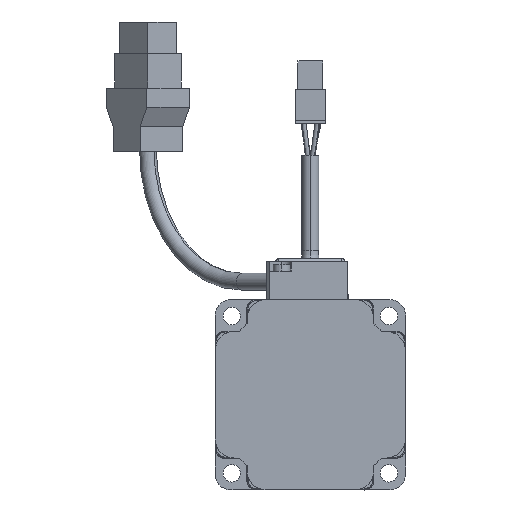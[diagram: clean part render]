
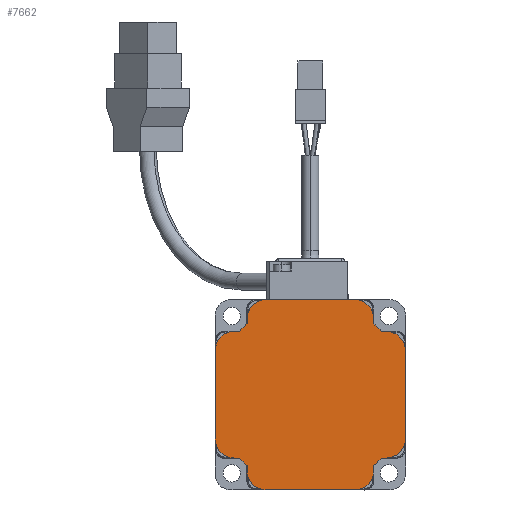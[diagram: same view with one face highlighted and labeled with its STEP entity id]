
A CAD part, front view. The second image highlights one B-rep face of the part: STEP entity #7662.
In plain terms, the highlighted planar face has unit normal (0, -1, 0).
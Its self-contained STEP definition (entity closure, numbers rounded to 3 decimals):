
#516=DIRECTION('',(0.,0.,-1.));
#517=VECTOR('',#516,1.597);
#518=CARTESIAN_POINT('',(-19.935,-83.35,-22.338));
#519=LINE('',#518,#517);
#524=DIRECTION('',(1.,0.,0.));
#525=VECTOR('',#524,1.597);
#526=CARTESIAN_POINT('',(-23.935,-83.35,-19.935));
#527=LINE('',#526,#525);
#1179=DIRECTION('',(1.,0.,0.));
#1180=VECTOR('',#1179,27.87);
#1181=CARTESIAN_POINT('',(-13.935,-83.35,-29.935));
#1182=LINE('',#1181,#1180);
#1191=CARTESIAN_POINT('',(-13.935,-83.35,23.935));
#1192=DIRECTION('',(0.,1.,0.));
#1193=DIRECTION('',(-1.,0.,0.));
#1194=AXIS2_PLACEMENT_3D('',#1191,#1192,#1193);
#1196=CARTESIAN_POINT('',(13.935,-83.35,23.935));
#1197=DIRECTION('',(0.,1.,0.));
#1198=DIRECTION('',(0.,0.,1.));
#1199=AXIS2_PLACEMENT_3D('',#1196,#1197,#1198);
#1201=DIRECTION('',(0.,0.,-1.));
#1202=VECTOR('',#1201,1.597);
#1203=CARTESIAN_POINT('',(19.935,-83.35,23.935));
#1204=LINE('',#1203,#1202);
#1205=CARTESIAN_POINT('',(0.,-83.35,0.));
#1206=DIRECTION('',(0.,1.,0.));
#1207=DIRECTION('',(0.666,0.,0.746));
#1208=AXIS2_PLACEMENT_3D('',#1205,#1206,#1207);
#1210=DIRECTION('',(1.,0.,0.));
#1211=VECTOR('',#1210,1.597);
#1212=CARTESIAN_POINT('',(22.338,-83.35,19.935));
#1213=LINE('',#1212,#1211);
#1214=CARTESIAN_POINT('',(23.935,-83.35,13.935));
#1215=DIRECTION('',(0.,1.,0.));
#1216=DIRECTION('',(0.,0.,1.));
#1217=AXIS2_PLACEMENT_3D('',#1214,#1215,#1216);
#1219=DIRECTION('',(0.,0.,-1.));
#1220=VECTOR('',#1219,27.87);
#1221=CARTESIAN_POINT('',(29.935,-83.35,13.935));
#1222=LINE('',#1221,#1220);
#1223=CARTESIAN_POINT('',(23.935,-83.35,-13.935));
#1224=DIRECTION('',(0.,1.,0.));
#1225=DIRECTION('',(1.,0.,0.));
#1226=AXIS2_PLACEMENT_3D('',#1223,#1224,#1225);
#1228=CARTESIAN_POINT('',(0.,-83.35,0.));
#1229=DIRECTION('',(0.,1.,0.));
#1230=DIRECTION('',(0.746,0.,-0.666));
#1231=AXIS2_PLACEMENT_3D('',#1228,#1229,#1230);
#1233=CARTESIAN_POINT('',(13.935,-83.35,-23.935));
#1234=DIRECTION('',(0.,1.,0.));
#1235=DIRECTION('',(1.,0.,0.));
#1236=AXIS2_PLACEMENT_3D('',#1233,#1234,#1235);
#1238=CARTESIAN_POINT('',(-13.935,-83.35,-23.935));
#1239=DIRECTION('',(0.,1.,0.));
#1240=DIRECTION('',(0.,0.,-1.));
#1241=AXIS2_PLACEMENT_3D('',#1238,#1239,#1240);
#1243=CARTESIAN_POINT('',(0.,-83.35,0.));
#1244=DIRECTION('',(0.,1.,0.));
#1245=DIRECTION('',(-0.666,0.,-0.746));
#1246=AXIS2_PLACEMENT_3D('',#1243,#1244,#1245);
#1248=CARTESIAN_POINT('',(-23.935,-83.35,-13.935));
#1249=DIRECTION('',(0.,1.,0.));
#1250=DIRECTION('',(0.,0.,-1.));
#1251=AXIS2_PLACEMENT_3D('',#1248,#1249,#1250);
#1253=CARTESIAN_POINT('',(-23.935,-83.35,13.935));
#1254=DIRECTION('',(0.,1.,0.));
#1255=DIRECTION('',(-1.,0.,0.));
#1256=AXIS2_PLACEMENT_3D('',#1253,#1254,#1255);
#1258=CARTESIAN_POINT('',(0.,-83.35,0.));
#1259=DIRECTION('',(0.,1.,0.));
#1260=DIRECTION('',(-0.746,0.,0.666));
#1261=AXIS2_PLACEMENT_3D('',#1258,#1259,#1260);
#1694=DIRECTION('',(0.,0.,1.));
#1695=VECTOR('',#1694,1.597);
#1696=CARTESIAN_POINT('',(19.935,-83.35,-23.935));
#1697=LINE('',#1696,#1695);
#1718=DIRECTION('',(1.,0.,0.));
#1719=VECTOR('',#1718,1.597);
#1720=CARTESIAN_POINT('',(22.338,-83.35,-19.935));
#1721=LINE('',#1720,#1719);
#1778=DIRECTION('',(-1.,0.,0.));
#1779=VECTOR('',#1778,27.87);
#1780=CARTESIAN_POINT('',(13.935,-83.35,29.935));
#1781=LINE('',#1780,#1779);
#2722=DIRECTION('',(0.,0.,-1.));
#2723=VECTOR('',#2722,1.597);
#2724=CARTESIAN_POINT('',(-19.935,-83.35,23.935));
#2725=LINE('',#2724,#2723);
#2746=DIRECTION('',(-1.,0.,0.));
#2747=VECTOR('',#2746,1.597);
#2748=CARTESIAN_POINT('',(-22.338,-83.35,19.935));
#2749=LINE('',#2748,#2747);
#2754=DIRECTION('',(0.,0.,-1.));
#2755=VECTOR('',#2754,27.87);
#2756=CARTESIAN_POINT('',(-29.935,-83.35,13.935));
#2757=LINE('',#2756,#2755);
#5415=CARTESIAN_POINT('',(19.935,-83.35,23.935));
#5416=VERTEX_POINT('',#5415);
#5417=CARTESIAN_POINT('',(19.935,-83.35,22.338));
#5418=VERTEX_POINT('',#5417);
#5419=CARTESIAN_POINT('',(22.338,-83.35,19.935));
#5420=VERTEX_POINT('',#5419);
#5421=CARTESIAN_POINT('',(23.935,-83.35,19.935));
#5422=VERTEX_POINT('',#5421);
#5423=CARTESIAN_POINT('',(29.935,-83.35,-13.935));
#5424=VERTEX_POINT('',#5423);
#5425=CARTESIAN_POINT('',(29.935,-83.35,13.935));
#5426=VERTEX_POINT('',#5425);
#5427=CARTESIAN_POINT('',(-19.935,-83.35,23.935));
#5428=CARTESIAN_POINT('',(-13.935,-83.35,29.935));
#5429=VERTEX_POINT('',#5427);
#5430=VERTEX_POINT('',#5428);
#5431=CARTESIAN_POINT('',(13.935,-83.35,29.935));
#5432=VERTEX_POINT('',#5431);
#5433=CARTESIAN_POINT('',(23.935,-83.35,-19.935));
#5434=VERTEX_POINT('',#5433);
#5435=CARTESIAN_POINT('',(22.338,-83.35,-19.935));
#5436=VERTEX_POINT('',#5435);
#5437=CARTESIAN_POINT('',(19.935,-83.35,-22.338));
#5438=VERTEX_POINT('',#5437);
#5439=CARTESIAN_POINT('',(19.935,-83.35,-23.935));
#5440=VERTEX_POINT('',#5439);
#5441=CARTESIAN_POINT('',(13.935,-83.35,-29.935));
#5442=VERTEX_POINT('',#5441);
#5443=CARTESIAN_POINT('',(-13.935,-83.35,-29.935));
#5444=VERTEX_POINT('',#5443);
#5445=CARTESIAN_POINT('',(-19.935,-83.35,-23.935));
#5446=VERTEX_POINT('',#5445);
#5447=CARTESIAN_POINT('',(-19.935,-83.35,-22.338));
#5448=VERTEX_POINT('',#5447);
#5449=CARTESIAN_POINT('',(-22.338,-83.35,-19.935));
#5450=VERTEX_POINT('',#5449);
#5451=CARTESIAN_POINT('',(-23.935,-83.35,-19.935));
#5452=VERTEX_POINT('',#5451);
#5453=CARTESIAN_POINT('',(-29.935,-83.35,-13.935));
#5454=VERTEX_POINT('',#5453);
#5455=CARTESIAN_POINT('',(-29.935,-83.35,13.935));
#5456=VERTEX_POINT('',#5455);
#5457=CARTESIAN_POINT('',(-23.935,-83.35,19.935));
#5458=VERTEX_POINT('',#5457);
#5459=CARTESIAN_POINT('',(-22.338,-83.35,19.935));
#5460=VERTEX_POINT('',#5459);
#5461=CARTESIAN_POINT('',(-19.935,-83.35,22.338));
#5462=VERTEX_POINT('',#5461);
#7614=CARTESIAN_POINT('',(0.,-83.35,0.));
#7615=DIRECTION('',(0.,1.,0.));
#7616=DIRECTION('',(-1.,0.,0.));
#7617=AXIS2_PLACEMENT_3D('',#7614,#7615,#7616);
#7618=PLANE('',#7617);
#7620=ORIENTED_EDGE('',*,*,#7619,.T.);
#7622=ORIENTED_EDGE('',*,*,#7621,.F.);
#7624=ORIENTED_EDGE('',*,*,#7623,.T.);
#7626=ORIENTED_EDGE('',*,*,#7625,.T.);
#7628=ORIENTED_EDGE('',*,*,#7627,.T.);
#7630=ORIENTED_EDGE('',*,*,#7629,.T.);
#7632=ORIENTED_EDGE('',*,*,#7631,.T.);
#7634=ORIENTED_EDGE('',*,*,#7633,.T.);
#7636=ORIENTED_EDGE('',*,*,#7635,.T.);
#7638=ORIENTED_EDGE('',*,*,#7637,.F.);
#7640=ORIENTED_EDGE('',*,*,#7639,.T.);
#7642=ORIENTED_EDGE('',*,*,#7641,.F.);
#7644=ORIENTED_EDGE('',*,*,#7643,.T.);
#7645=ORIENTED_EDGE('',*,*,#7606,.F.);
#7646=ORIENTED_EDGE('',*,*,#6560,.T.);
#7647=ORIENTED_EDGE('',*,*,#6578,.F.);
#7648=ORIENTED_EDGE('',*,*,#6591,.T.);
#7649=ORIENTED_EDGE('',*,*,#6604,.F.);
#7650=ORIENTED_EDGE('',*,*,#6622,.T.);
#7652=ORIENTED_EDGE('',*,*,#7651,.F.);
#7653=ORIENTED_EDGE('',*,*,#6742,.T.);
#7655=ORIENTED_EDGE('',*,*,#7654,.F.);
#7657=ORIENTED_EDGE('',*,*,#7656,.T.);
#7659=ORIENTED_EDGE('',*,*,#7658,.F.);
#7660=EDGE_LOOP('',(#7620,#7622,#7624,#7626,#7628,#7630,#7632,#7634,#7636,#7638,
#7640,#7642,#7644,#7645,#7646,#7647,#7648,#7649,#7650,#7652,#7653,#7655,#7657,
#7659));
#7661=FACE_OUTER_BOUND('',#7660,.F.);
#1195=CIRCLE('',#1194,6.);
#1200=CIRCLE('',#1199,6.);
#1209=CIRCLE('',#1208,29.94);
#1218=CIRCLE('',#1217,6.);
#1227=CIRCLE('',#1226,6.);
#1232=CIRCLE('',#1231,29.94);
#1237=CIRCLE('',#1236,6.);
#1242=CIRCLE('',#1241,6.);
#1247=CIRCLE('',#1246,29.94);
#1252=CIRCLE('',#1251,6.);
#1257=CIRCLE('',#1256,6.);
#1262=CIRCLE('',#1261,29.94);
#6560=EDGE_CURVE('',#5444,#5446,#1242,.T.);
#6578=EDGE_CURVE('',#5448,#5446,#519,.T.);
#6591=EDGE_CURVE('',#5448,#5450,#1247,.T.);
#6604=EDGE_CURVE('',#5452,#5450,#527,.T.);
#6622=EDGE_CURVE('',#5452,#5454,#1252,.T.);
#6742=EDGE_CURVE('',#5456,#5458,#1257,.T.);
#7606=EDGE_CURVE('',#5444,#5442,#1182,.T.);
#7619=EDGE_CURVE('',#5429,#5430,#1195,.T.);
#7621=EDGE_CURVE('',#5432,#5430,#1781,.T.);
#7623=EDGE_CURVE('',#5432,#5416,#1200,.T.);
#7625=EDGE_CURVE('',#5416,#5418,#1204,.T.);
#7627=EDGE_CURVE('',#5418,#5420,#1209,.T.);
#7629=EDGE_CURVE('',#5420,#5422,#1213,.T.);
#7631=EDGE_CURVE('',#5422,#5426,#1218,.T.);
#7633=EDGE_CURVE('',#5426,#5424,#1222,.T.);
#7635=EDGE_CURVE('',#5424,#5434,#1227,.T.);
#7637=EDGE_CURVE('',#5436,#5434,#1721,.T.);
#7639=EDGE_CURVE('',#5436,#5438,#1232,.T.);
#7641=EDGE_CURVE('',#5440,#5438,#1697,.T.);
#7643=EDGE_CURVE('',#5440,#5442,#1237,.T.);
#7651=EDGE_CURVE('',#5456,#5454,#2757,.T.);
#7654=EDGE_CURVE('',#5460,#5458,#2749,.T.);
#7656=EDGE_CURVE('',#5460,#5462,#1262,.T.);
#7658=EDGE_CURVE('',#5429,#5462,#2725,.T.);
#7662=ADVANCED_FACE('',(#7661),#7618,.F.);
